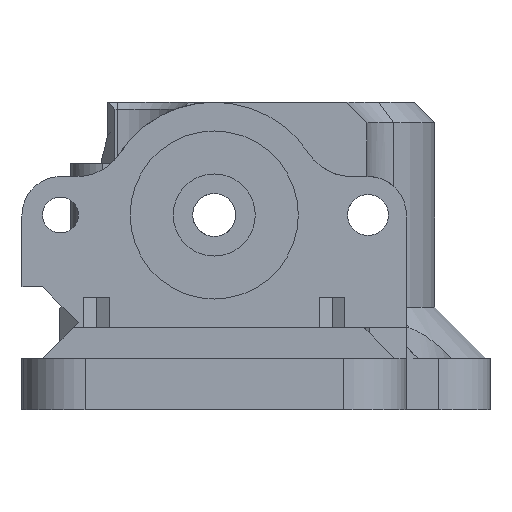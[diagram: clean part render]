
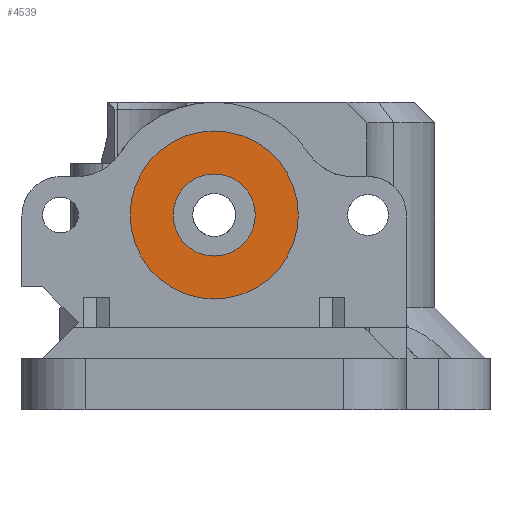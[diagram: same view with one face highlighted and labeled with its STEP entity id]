
A CAD part, front view. The second image highlights one B-rep face of the part: STEP entity #4539.
In plain terms, the highlighted planar face has unit normal (0, -1, 0).
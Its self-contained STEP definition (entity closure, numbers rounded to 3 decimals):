
#71 = DIRECTION ( 'NONE',  ( 0., 0., -1. ) ) ;
#131 = FACE_OUTER_BOUND ( 'NONE', #4462, .T. ) ;
#172 = ORIENTED_EDGE ( 'NONE', *, *, #667, .F. ) ;
#200 = CARTESIAN_POINT ( 'NONE',  ( -27.7, 12.35, 10.8 ) ) ;
#276 = EDGE_CURVE ( 'NONE', #5949, #5340, #3977, .T. ) ;
#277 = CARTESIAN_POINT ( 'NONE',  ( -27.7, 12.35, 15. ) ) ;
#626 = CARTESIAN_POINT ( 'NONE',  ( -27.7, 12.35, 19. ) ) ;
#667 = EDGE_CURVE ( 'NONE', #5340, #5949, #9107, .T. ) ;
#692 = DIRECTION ( 'NONE',  ( 0., 0., -1. ) ) ;
#728 = EDGE_LOOP ( 'NONE', ( #4508, #172 ) ) ;
#974 = DIRECTION ( 'NONE',  ( 0., -1., 0. ) ) ;
#1007 = DIRECTION ( 'NONE',  ( 0., -1., 0. ) ) ;
#1625 = EDGE_CURVE ( 'NONE', #2933, #3554, #5914, .T. ) ;
#2205 = AXIS2_PLACEMENT_3D ( 'NONE', #626, #8448, #3785 ) ;
#2518 = AXIS2_PLACEMENT_3D ( 'NONE', #10101, #974, #2563 ) ;
#2563 = DIRECTION ( 'NONE',  ( 0., 0., -1. ) ) ;
#2933 = VERTEX_POINT ( 'NONE', #4029 ) ;
#3261 = CARTESIAN_POINT ( 'NONE',  ( -27.7, 12.35, 19. ) ) ;
#3538 = CARTESIAN_POINT ( 'NONE',  ( -27.7, 12.35, 23. ) ) ;
#3554 = VERTEX_POINT ( 'NONE', #200 ) ;
#3647 = AXIS2_PLACEMENT_3D ( 'NONE', #3261, #1007, #7085 ) ;
#3785 = DIRECTION ( 'NONE',  ( 0., 0., -1. ) ) ;
#3977 = CIRCLE ( 'NONE', #2518, 4. ) ;
#4029 = CARTESIAN_POINT ( 'NONE',  ( -27.7, 12.35, 27.2 ) ) ;
#4217 = CARTESIAN_POINT ( 'NONE',  ( -27.7, 12.35, 19. ) ) ;
#4462 = EDGE_LOOP ( 'NONE', ( #5676, #5531 ) ) ;
#4508 = ORIENTED_EDGE ( 'NONE', *, *, #276, .F. ) ;
#4539 = ADVANCED_FACE ( 'NONE', ( #131, #7951 ), #5324, .T. ) ;
#5324 = PLANE ( 'NONE',  #2205 ) ;
#5340 = VERTEX_POINT ( 'NONE', #3538 ) ;
#5387 = DIRECTION ( 'NONE',  ( 0., -1., 0. ) ) ;
#5531 = ORIENTED_EDGE ( 'NONE', *, *, #1625, .T. ) ;
#5676 = ORIENTED_EDGE ( 'NONE', *, *, #8429, .T. ) ;
#5914 = CIRCLE ( 'NONE', #3647, 8.2 ) ;
#5949 = VERTEX_POINT ( 'NONE', #277 ) ;
#6501 = AXIS2_PLACEMENT_3D ( 'NONE', #4217, #9677, #71 ) ;
#7085 = DIRECTION ( 'NONE',  ( 0., 0., -1. ) ) ;
#7951 = FACE_BOUND ( 'NONE', #728, .T. ) ;
#8429 = EDGE_CURVE ( 'NONE', #3554, #2933, #9959, .T. ) ;
#8448 = DIRECTION ( 'NONE',  ( 0., -1., 0. ) ) ;
#8556 = AXIS2_PLACEMENT_3D ( 'NONE', #10045, #5387, #692 ) ;
#9107 = CIRCLE ( 'NONE', #6501, 4. ) ;
#9677 = DIRECTION ( 'NONE',  ( 0., -1., 0. ) ) ;
#9959 = CIRCLE ( 'NONE', #8556, 8.2 ) ;
#10045 = CARTESIAN_POINT ( 'NONE',  ( -27.7, 12.35, 19. ) ) ;
#10101 = CARTESIAN_POINT ( 'NONE',  ( -27.7, 12.35, 19. ) ) ;
